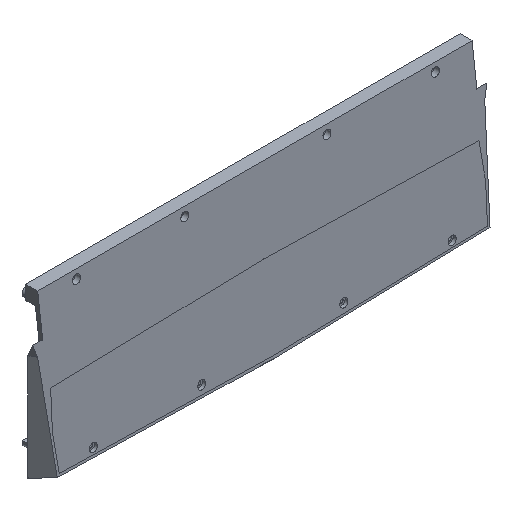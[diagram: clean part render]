
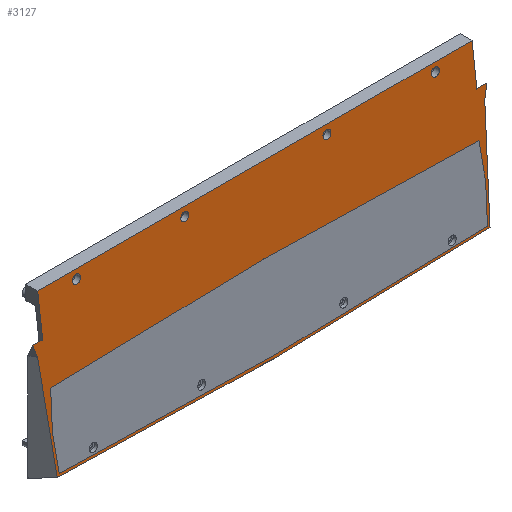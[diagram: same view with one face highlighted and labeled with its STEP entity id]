
A CAD part, isometric view. The second image highlights one B-rep face of the part: STEP entity #3127.
In plain terms, the highlighted planar face has unit normal (0, -0.993, 0.122).
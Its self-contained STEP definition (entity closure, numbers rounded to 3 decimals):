
#165=FACE_BOUND('',#398,.T.);
#166=FACE_BOUND('',#399,.T.);
#167=FACE_BOUND('',#400,.T.);
#168=FACE_BOUND('',#401,.T.);
#169=FACE_BOUND('',#402,.T.);
#198=ELLIPSE('',#3306,2.519,2.5);
#199=ELLIPSE('',#3307,2.519,2.5);
#200=ELLIPSE('',#3308,2.519,2.5);
#201=ELLIPSE('',#3309,2.519,2.5);
#223=FACE_OUTER_BOUND('',#397,.T.);
#397=EDGE_LOOP('',(#2134,#2135,#2136,#2137,#2138,#2139,#2140,#2141,#2142,
#2143,#2144));
#398=EDGE_LOOP('',(#2145,#2146,#2147,#2148,#2149,#2150,#2151,#2152));
#399=EDGE_LOOP('',(#2153));
#400=EDGE_LOOP('',(#2154));
#401=EDGE_LOOP('',(#2155));
#402=EDGE_LOOP('',(#2156));
#591=LINE('',#4497,#950);
#599=LINE('',#4522,#958);
#602=LINE('',#4527,#961);
#604=LINE('',#4531,#963);
#606=LINE('',#4535,#965);
#608=LINE('',#4538,#967);
#609=LINE('',#4541,#968);
#611=LINE('',#4544,#970);
#621=LINE('',#4567,#980);
#622=LINE('',#4569,#981);
#623=LINE('',#4571,#982);
#624=LINE('',#4573,#983);
#625=LINE('',#4575,#984);
#626=LINE('',#4577,#985);
#627=LINE('',#4579,#986);
#628=LINE('',#4581,#987);
#629=LINE('',#4583,#988);
#630=LINE('',#4585,#989);
#631=LINE('',#4586,#990);
#950=VECTOR('',#3581,10.);
#958=VECTOR('',#3601,10.);
#961=VECTOR('',#3606,10.);
#963=VECTOR('',#3610,10.);
#965=VECTOR('',#3614,10.);
#967=VECTOR('',#3618,10.);
#968=VECTOR('',#3621,10.);
#970=VECTOR('',#3625,10.);
#980=VECTOR('',#3641,10.);
#981=VECTOR('',#3642,10.);
#982=VECTOR('',#3643,10.);
#983=VECTOR('',#3644,10.);
#984=VECTOR('',#3645,10.);
#985=VECTOR('',#3646,10.);
#986=VECTOR('',#3647,10.);
#987=VECTOR('',#3648,10.);
#988=VECTOR('',#3649,10.);
#989=VECTOR('',#3650,10.);
#990=VECTOR('',#3651,10.);
#1307=VERTEX_POINT('',#4494);
#1308=VERTEX_POINT('',#4496);
#1318=VERTEX_POINT('',#4520);
#1319=VERTEX_POINT('',#4521);
#1320=VERTEX_POINT('',#4526);
#1321=VERTEX_POINT('',#4530);
#1322=VERTEX_POINT('',#4534);
#1323=VERTEX_POINT('',#4540);
#1332=VERTEX_POINT('',#4565);
#1333=VERTEX_POINT('',#4566);
#1334=VERTEX_POINT('',#4568);
#1335=VERTEX_POINT('',#4570);
#1336=VERTEX_POINT('',#4572);
#1337=VERTEX_POINT('',#4574);
#1338=VERTEX_POINT('',#4576);
#1339=VERTEX_POINT('',#4578);
#1340=VERTEX_POINT('',#4580);
#1341=VERTEX_POINT('',#4582);
#1342=VERTEX_POINT('',#4584);
#1343=VERTEX_POINT('',#4587);
#1344=VERTEX_POINT('',#4589);
#1345=VERTEX_POINT('',#4591);
#1346=VERTEX_POINT('',#4593);
#1615=EDGE_CURVE('',#1308,#1307,#591,.T.);
#1627=EDGE_CURVE('',#1318,#1319,#599,.T.);
#1630=EDGE_CURVE('',#1320,#1318,#602,.T.);
#1632=EDGE_CURVE('',#1321,#1320,#604,.T.);
#1634=EDGE_CURVE('',#1322,#1321,#606,.T.);
#1636=EDGE_CURVE('',#1307,#1322,#608,.T.);
#1637=EDGE_CURVE('',#1323,#1308,#609,.T.);
#1639=EDGE_CURVE('',#1319,#1323,#611,.T.);
#1649=EDGE_CURVE('',#1332,#1333,#621,.T.);
#1650=EDGE_CURVE('',#1334,#1333,#622,.T.);
#1651=EDGE_CURVE('',#1334,#1335,#623,.T.);
#1652=EDGE_CURVE('',#1335,#1336,#624,.T.);
#1653=EDGE_CURVE('',#1336,#1337,#625,.T.);
#1654=EDGE_CURVE('',#1337,#1338,#626,.T.);
#1655=EDGE_CURVE('',#1338,#1339,#627,.T.);
#1656=EDGE_CURVE('',#1339,#1340,#628,.T.);
#1657=EDGE_CURVE('',#1340,#1341,#629,.T.);
#1658=EDGE_CURVE('',#1341,#1342,#630,.T.);
#1659=EDGE_CURVE('',#1342,#1332,#631,.T.);
#1660=EDGE_CURVE('',#1343,#1343,#198,.T.);
#1661=EDGE_CURVE('',#1344,#1344,#199,.T.);
#1662=EDGE_CURVE('',#1345,#1345,#200,.T.);
#1663=EDGE_CURVE('',#1346,#1346,#201,.T.);
#2134=ORIENTED_EDGE('',*,*,#1649,.T.);
#2135=ORIENTED_EDGE('',*,*,#1650,.F.);
#2136=ORIENTED_EDGE('',*,*,#1651,.T.);
#2137=ORIENTED_EDGE('',*,*,#1652,.T.);
#2138=ORIENTED_EDGE('',*,*,#1653,.T.);
#2139=ORIENTED_EDGE('',*,*,#1654,.T.);
#2140=ORIENTED_EDGE('',*,*,#1655,.T.);
#2141=ORIENTED_EDGE('',*,*,#1656,.T.);
#2142=ORIENTED_EDGE('',*,*,#1657,.T.);
#2143=ORIENTED_EDGE('',*,*,#1658,.T.);
#2144=ORIENTED_EDGE('',*,*,#1659,.T.);
#2145=ORIENTED_EDGE('',*,*,#1627,.T.);
#2146=ORIENTED_EDGE('',*,*,#1639,.T.);
#2147=ORIENTED_EDGE('',*,*,#1637,.T.);
#2148=ORIENTED_EDGE('',*,*,#1615,.T.);
#2149=ORIENTED_EDGE('',*,*,#1636,.T.);
#2150=ORIENTED_EDGE('',*,*,#1634,.T.);
#2151=ORIENTED_EDGE('',*,*,#1632,.T.);
#2152=ORIENTED_EDGE('',*,*,#1630,.T.);
#2153=ORIENTED_EDGE('',*,*,#1660,.T.);
#2154=ORIENTED_EDGE('',*,*,#1661,.T.);
#2155=ORIENTED_EDGE('',*,*,#1662,.T.);
#2156=ORIENTED_EDGE('',*,*,#1663,.T.);
#3009=PLANE('',#3305);
#3127=ADVANCED_FACE('',(#223,#165,#166,#167,#168,#169),#3009,.T.);
#3305=AXIS2_PLACEMENT_3D('',#4564,#3639,#3640);
#3306=AXIS2_PLACEMENT_3D('',#4588,#3652,#3653);
#3307=AXIS2_PLACEMENT_3D('',#4590,#3654,#3655);
#3308=AXIS2_PLACEMENT_3D('',#4592,#3656,#3657);
#3309=AXIS2_PLACEMENT_3D('',#4594,#3658,#3659);
#3581=DIRECTION('',(0.07,0.122,0.99));
#3601=DIRECTION('',(-1.,-0.003,-0.022));
#3606=DIRECTION('',(-0.07,-0.122,-0.99));
#3610=DIRECTION('',(0.07,-0.122,-0.99));
#3614=DIRECTION('',(1.,-0.003,-0.022));
#3618=DIRECTION('',(1.,0.003,0.022));
#3621=DIRECTION('',(-0.07,0.122,0.99));
#3625=DIRECTION('',(-1.,0.003,0.022));
#3639=DIRECTION('center_axis',(0.,-0.993,0.122));
#3640=DIRECTION('ref_axis',(0.,-0.122,-0.993));
#3641=DIRECTION('',(0.,0.122,0.993));
#3642=DIRECTION('',(1.,0.,0.));
#3643=DIRECTION('',(0.,-0.122,-0.993));
#3644=DIRECTION('',(-1.,0.,0.));
#3645=DIRECTION('',(0.299,-0.116,-0.947));
#3646=DIRECTION('',(0.07,-0.122,-0.99));
#3647=DIRECTION('',(1.,-0.003,-0.022));
#3648=DIRECTION('',(1.,0.003,0.022));
#3649=DIRECTION('',(0.07,0.122,0.99));
#3650=DIRECTION('',(0.299,0.116,0.947));
#3651=DIRECTION('',(-1.,0.,0.));
#3652=DIRECTION('center_axis',(0.,0.993,-0.122));
#3653=DIRECTION('ref_axis',(0.,0.122,0.993));
#3654=DIRECTION('center_axis',(0.,0.993,-0.122));
#3655=DIRECTION('ref_axis',(0.,0.122,0.993));
#3656=DIRECTION('center_axis',(0.,0.993,-0.122));
#3657=DIRECTION('ref_axis',(0.,0.122,0.993));
#3658=DIRECTION('center_axis',(0.,0.993,-0.122));
#3659=DIRECTION('ref_axis',(0.,0.122,0.993));
#4494=CARTESIAN_POINT('',(0.685,-17.299,35.653));
#4496=CARTESIAN_POINT('',(-0.864,-19.982,13.803));
#4497=CARTESIAN_POINT('',(0.284,-17.994,29.995));
#4520=CARTESIAN_POINT('',(269.587,-22.665,-8.047));
#4521=CARTESIAN_POINT('',(135.136,-23.029,-11.011));
#4522=CARTESIAN_POINT('',(202.896,-22.846,-9.517));
#4526=CARTESIAN_POINT('',(271.136,-19.982,13.803));
#4527=CARTESIAN_POINT('',(271.613,-19.155,20.544));
#4530=CARTESIAN_POINT('',(269.587,-17.299,35.653));
#4531=CARTESIAN_POINT('',(269.213,-16.653,40.92));
#4534=CARTESIAN_POINT('',(135.136,-16.936,38.617));
#4535=CARTESIAN_POINT('',(135.156,-16.936,38.616));
#4538=CARTESIAN_POINT('',(67.891,-17.118,37.134));
#4540=CARTESIAN_POINT('',(0.685,-22.665,-8.047));
#4541=CARTESIAN_POINT('',(-0.567,-20.496,9.619));
#4544=CARTESIAN_POINT('',(134.601,-23.028,-10.999));
#4564=CARTESIAN_POINT('Origin',(135.136,-17.152,36.85));
#4565=CARTESIAN_POINT('',(271.463,-14.14,61.386));
#4566=CARTESIAN_POINT('',(271.463,-11.093,86.2));
#4567=CARTESIAN_POINT('',(271.463,-14.067,61.979));
#4568=CARTESIAN_POINT('',(-1.19,-11.093,86.2));
#4569=CARTESIAN_POINT('',(206.454,-11.093,86.2));
#4570=CARTESIAN_POINT('',(-1.191,-14.14,61.386));
#4571=CARTESIAN_POINT('',(-1.19,-11.093,86.2));
#4572=CARTESIAN_POINT('',(-7.5,-14.14,61.386));
#4573=CARTESIAN_POINT('',(63.818,-14.14,61.386));
#4574=CARTESIAN_POINT('',(-5.232,-15.021,54.209));
#4575=CARTESIAN_POINT('',(3.549,-18.433,26.417));
#4576=CARTESIAN_POINT('',(-0.715,-22.844,-9.506));
#4577=CARTESIAN_POINT('',(-1.91,-20.776,7.34));
#4578=CARTESIAN_POINT('',(135.136,-23.212,-12.5));
#4579=CARTESIAN_POINT('',(63.267,-23.017,-10.916));
#4580=CARTESIAN_POINT('',(270.987,-22.844,-9.506));
#4581=CARTESIAN_POINT('',(207.006,-23.017,-10.916));
#4582=CARTESIAN_POINT('',(275.504,-15.021,54.209));
#4583=CARTESIAN_POINT('',(272.25,-20.656,8.313));
#4584=CARTESIAN_POINT('',(277.772,-14.14,61.386));
#4585=CARTESIAN_POINT('',(266.892,-18.367,26.954));
#4586=CARTESIAN_POINT('',(206.454,-14.14,61.386));
#4587=CARTESIAN_POINT('',(179.772,-12.014,78.7));
#4588=CARTESIAN_POINT('Origin',(179.772,-11.707,81.2));
#4589=CARTESIAN_POINT('',(22.5,-12.014,78.7));
#4590=CARTESIAN_POINT('Origin',(22.5,-11.707,81.2));
#4591=CARTESIAN_POINT('',(90.5,-12.014,78.7));
#4592=CARTESIAN_POINT('Origin',(90.5,-11.707,81.2));
#4593=CARTESIAN_POINT('',(247.772,-12.014,78.7));
#4594=CARTESIAN_POINT('Origin',(247.772,-11.707,81.2));
